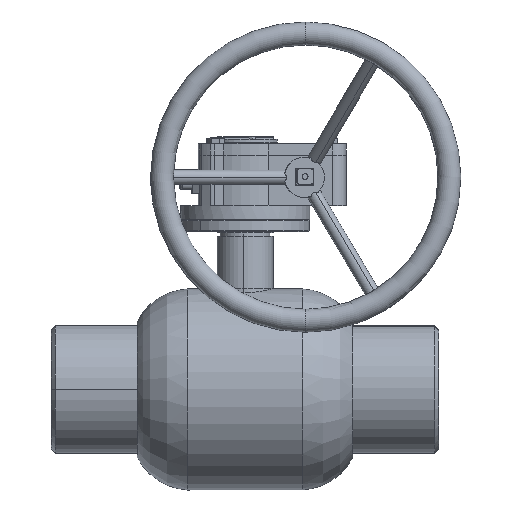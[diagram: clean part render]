
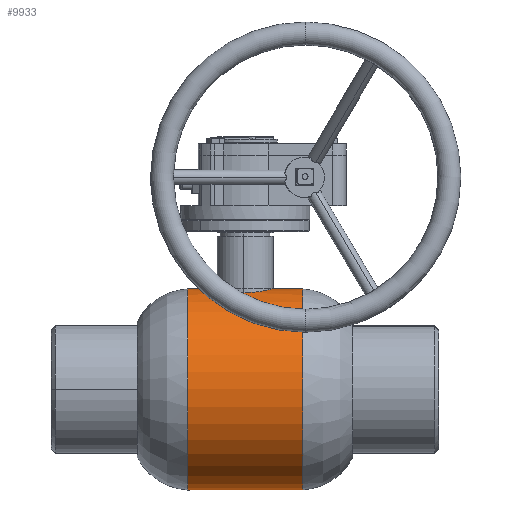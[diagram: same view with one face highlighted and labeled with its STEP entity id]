
A CAD part, top view. The second image highlights one B-rep face of the part: STEP entity #9933.
In plain terms, the highlighted cylindrical face has radius 70 mm (diameter 140 mm), a partial arc.
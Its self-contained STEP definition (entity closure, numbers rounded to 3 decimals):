
#79 = DIRECTION ( 'NONE',  ( -1., 0., 0. ) ) ;
#85 = CARTESIAN_POINT ( 'NONE',  ( -40., -70., 0. ) ) ;
#478 = CARTESIAN_POINT ( 'NONE',  ( -16.448, 69.35, 9.532 ) ) ;
#486 = ORIENTED_EDGE ( 'NONE', *, *, #19798, .F. ) ;
#797 = VERTEX_POINT ( 'NONE', #21273 ) ;
#836 = CARTESIAN_POINT ( 'NONE',  ( -13.867, 68.783, 13.004 ) ) ;
#856 = ORIENTED_EDGE ( 'NONE', *, *, #20213, .F. ) ;
#1011 = DIRECTION ( 'NONE',  ( -1., 0., 0. ) ) ;
#1297 = CARTESIAN_POINT ( 'NONE',  ( 19., 70., 0.626 ) ) ;
#1967 = VERTEX_POINT ( 'NONE', #15433 ) ;
#2337 = CARTESIAN_POINT ( 'NONE',  ( -18.845, 69.958, 2.503 ) ) ;
#2453 = CARTESIAN_POINT ( 'NONE',  ( -18.385, 69.835, 4.952 ) ) ;
#2570 = CARTESIAN_POINT ( 'NONE',  ( -17.305, 69.559, 7.87 ) ) ;
#2635 = DIRECTION ( 'NONE',  ( 0., -1., 0. ) ) ;
#2806 = CARTESIAN_POINT ( 'NONE',  ( -18.024, 69.74, 6.139 ) ) ;
#2813 = CARTESIAN_POINT ( 'NONE',  ( 9.521, 68.039, 16.454 ) ) ;
#2896 = VECTOR ( 'NONE', #4573, 1000. ) ;
#3140 = CARTESIAN_POINT ( 'NONE',  ( 15.079, 69.038, 11.577 ) ) ;
#3908 = VERTEX_POINT ( 'NONE', #18884 ) ;
#4058 = CARTESIAN_POINT ( 'NONE',  ( 0., 70., 0. ) ) ;
#4183 = CARTESIAN_POINT ( 'NONE',  ( -16.129, 69.275, 10.061 ) ) ;
#4303 = CARTESIAN_POINT ( 'NONE',  ( -4.953, 67.543, 18.385 ) ) ;
#4420 = CARTESIAN_POINT ( 'NONE',  ( 0., 67.372, 19. ) ) ;
#4541 = CARTESIAN_POINT ( 'NONE',  ( 6.142, 67.642, 18.022 ) ) ;
#4573 = DIRECTION ( 'NONE',  ( -1., 0., 0. ) ) ;
#4607 = ORIENTED_EDGE ( 'NONE', *, *, #13828, .T. ) ;
#4651 = CARTESIAN_POINT ( 'NONE',  ( 8.42, 67.894, 17.044 ) ) ;
#4704 = DIRECTION ( 'NONE',  ( 0., -1., 0. ) ) ;
#4878 = CARTESIAN_POINT ( 'NONE',  ( 18.509, 69.868, 4.336 ) ) ;
#5835 = VERTEX_POINT ( 'NONE', #22460 ) ;
#5925 = CARTESIAN_POINT ( 'NONE',  ( -14.287, 68.869, 12.54 ) ) ;
#6031 = CARTESIAN_POINT ( 'NONE',  ( -18.752, 69.933, 3.121 ) ) ;
#6069 = VECTOR ( 'NONE', #79, 1000. ) ;
#6132 = CIRCLE ( 'NONE', #21709, 70. ) ;
#6378 = CARTESIAN_POINT ( 'NONE',  ( 14.29, 68.87, 12.537 ) ) ;
#6415 = CARTESIAN_POINT ( 'NONE',  ( 0., 70., 0. ) ) ;
#6496 = CARTESIAN_POINT ( 'NONE',  ( 17.996, 69.734, 6.127 ) ) ;
#6534 = LINE ( 'NONE', #6415, #2896 ) ;
#6725 = CARTESIAN_POINT ( 'NONE',  ( 17.784, 69.68, 6.716 ) ) ;
#7777 = CARTESIAN_POINT ( 'NONE',  ( -15.074, 69.037, 11.583 ) ) ;
#7890 = ORIENTED_EDGE ( 'NONE', *, *, #12912, .T. ) ;
#8012 = CARTESIAN_POINT ( 'NONE',  ( -7.856, 67.826, 17.311 ) ) ;
#8129 = CARTESIAN_POINT ( 'NONE',  ( 0.622, 67.372, 19. ) ) ;
#8243 = VERTEX_POINT ( 'NONE', #8701 ) ;
#8244 = CARTESIAN_POINT ( 'NONE',  ( 1.243, 67.381, 18.97 ) ) ;
#8303 = FACE_OUTER_BOUND ( 'NONE', #22268, .T. ) ;
#8596 = CARTESIAN_POINT ( 'NONE',  ( 2.483, 67.415, 18.847 ) ) ;
#8701 = CARTESIAN_POINT ( 'NONE',  ( -19., 70., 0. ) ) ;
#9070 = ORIENTED_EDGE ( 'NONE', *, *, #9320, .F. ) ;
#9320 = EDGE_CURVE ( 'NONE', #5835, #1967, #13299, .T. ) ;
#9886 = CARTESIAN_POINT ( 'NONE',  ( -19., 70., 0.623 ) ) ;
#9895 = CARTESIAN_POINT ( 'NONE',  ( 16.476, 69.354, 9.542 ) ) ;
#9933 = ADVANCED_FACE ( 'NONE', ( #8303 ), #18537, .T. ) ;
#10068 = DIRECTION ( 'NONE',  ( -1., 0., 0. ) ) ;
#10114 = CARTESIAN_POINT ( 'NONE',  ( 15.447, 69.119, 11.08 ) ) ;
#10362 = ORIENTED_EDGE ( 'NONE', *, *, #18224, .F. ) ;
#11382 = CARTESIAN_POINT ( 'NONE',  ( -2.491, 67.415, 18.846 ) ) ;
#11504 = CARTESIAN_POINT ( 'NONE',  ( -15.442, 69.118, 11.087 ) ) ;
#11858 = CARTESIAN_POINT ( 'NONE',  ( 3.103, 67.441, 18.755 ) ) ;
#12010 = AXIS2_PLACEMENT_3D ( 'NONE', #19124, #22285, #16926 ) ;
#12474 = ORIENTED_EDGE ( 'NONE', *, *, #17323, .T. ) ;
#12890 = CARTESIAN_POINT ( 'NONE',  ( 40., -70., 0. ) ) ;
#12907 = CARTESIAN_POINT ( 'NONE',  ( -3.117, 67.441, 18.753 ) ) ;
#12912 = EDGE_CURVE ( 'NONE', #21117, #3908, #6132, .T. ) ;
#13133 = CARTESIAN_POINT ( 'NONE',  ( -1.244, 67.381, 18.97 ) ) ;
#13299 = B_SPLINE_CURVE_WITH_KNOTS ( 'NONE', 3,
 ( #18927, #8129, #8244, #8596, #11858, #13948, #4541, #22677, #4651, #2813, #15325, #22432, #15448, #13488, #6378, #3140, #10114, #9895, #20800, #6725, #6496, #17185, #4878, #18693, #18808, #15219, #1297, #22556 ),
 .UNSPECIFIED., .F., .F.,
 ( 4, 2, 2, 2, 2, 2, 2, 2, 2, 2, 2, 2, 2, 4 ),
 ( 0.06, 0.062, 0.063, 0.067, 0.069, 0.071, 0.075, 0.076, 0.078, 0.082, 0.084, 0.086, 0.088, 0.09 ),
 .UNSPECIFIED. ) ;
#13488 = CARTESIAN_POINT ( 'NONE',  ( 13.869, 68.783, 13.001 ) ) ;
#13828 = EDGE_CURVE ( 'NONE', #8243, #797, #16593, .T. ) ;
#13855 = CIRCLE ( 'NONE', #12010, 70. ) ;
#13948 = CARTESIAN_POINT ( 'NONE',  ( 4.954, 67.543, 18.386 ) ) ;
#14361 = LINE ( 'NONE', #17951, #6069 ) ;
#14637 = CARTESIAN_POINT ( 'NONE',  ( -6.138, 67.642, 18.024 ) ) ;
#14859 = DIRECTION ( 'NONE',  ( -1., 0., 0. ) ) ;
#14875 = CARTESIAN_POINT ( 'NONE',  ( -9.523, 68.04, 16.453 ) ) ;
#14986 = CARTESIAN_POINT ( 'NONE',  ( -0.622, 67.372, 19. ) ) ;
#15219 = CARTESIAN_POINT ( 'NONE',  ( 18.969, 69.991, 1.259 ) ) ;
#15325 = CARTESIAN_POINT ( 'NONE',  ( 10.058, 68.117, 16.132 ) ) ;
#15433 = CARTESIAN_POINT ( 'NONE',  ( 19., 70., 0. ) ) ;
#15448 = CARTESIAN_POINT ( 'NONE',  ( 12.554, 68.526, 14.315 ) ) ;
#16593 = LINE ( 'NONE', #4058, #22501 ) ;
#16926 = DIRECTION ( 'NONE',  ( 0., -1., 0. ) ) ;
#17185 = CARTESIAN_POINT ( 'NONE',  ( 18.358, 69.828, 4.938 ) ) ;
#17190 = AXIS2_PLACEMENT_3D ( 'NONE', #20388, #10068, #4704 ) ;
#17323 = EDGE_CURVE ( 'NONE', #3908, #1967, #6534, .T. ) ;
#17951 = CARTESIAN_POINT ( 'NONE',  ( 0., -70., 0. ) ) ;
#18224 = EDGE_CURVE ( 'NONE', #21117, #20399, #14361, .T. ) ;
#18465 = CARTESIAN_POINT ( 'NONE',  ( -18.969, 69.992, 1.248 ) ) ;
#18537 = CYLINDRICAL_SURFACE ( 'NONE', #17190, 70. ) ;
#18687 = CARTESIAN_POINT ( 'NONE',  ( -17.035, 69.492, 8.438 ) ) ;
#18693 = CARTESIAN_POINT ( 'NONE',  ( 18.752, 69.933, 3.119 ) ) ;
#18808 = CARTESIAN_POINT ( 'NONE',  ( 18.845, 69.958, 2.504 ) ) ;
#18884 = CARTESIAN_POINT ( 'NONE',  ( 40., 70., 0. ) ) ;
#18927 = CARTESIAN_POINT ( 'NONE',  ( 0., 67.372, 19. ) ) ;
#19124 = CARTESIAN_POINT ( 'NONE',  ( -40., 0., 0. ) ) ;
#19798 = EDGE_CURVE ( 'NONE', #8243, #5835, #21412, .T. ) ;
#19974 = CARTESIAN_POINT ( 'NONE',  ( -10.055, 68.116, 16.133 ) ) ;
#20094 = CARTESIAN_POINT ( 'NONE',  ( -19., 70., 0. ) ) ;
#20206 = CARTESIAN_POINT ( 'NONE',  ( -12.548, 68.525, 14.321 ) ) ;
#20213 = EDGE_CURVE ( 'NONE', #20399, #797, #13855, .T. ) ;
#20265 = CARTESIAN_POINT ( 'NONE',  ( 40., 0., 0. ) ) ;
#20316 = CARTESIAN_POINT ( 'NONE',  ( -11.595, 68.355, 15.102 ) ) ;
#20388 = CARTESIAN_POINT ( 'NONE',  ( 0., 0., 0. ) ) ;
#20399 = VERTEX_POINT ( 'NONE', #85 ) ;
#20800 = CARTESIAN_POINT ( 'NONE',  ( 17.062, 69.498, 8.453 ) ) ;
#21117 = VERTEX_POINT ( 'NONE', #12890 ) ;
#21273 = CARTESIAN_POINT ( 'NONE',  ( -40., 70., 0. ) ) ;
#21412 = B_SPLINE_CURVE_WITH_KNOTS ( 'NONE', 3,
 ( #20094, #9886, #18465, #2337, #6031, #2453, #2806, #2570, #18687, #478, #4183, #11504, #7777, #5925, #836, #20206, #20316, #19974, #14875, #21839, #8012, #14637, #4303, #12907, #11382, #13133, #14986, #4420 ),
 .UNSPECIFIED., .F., .F.,
 ( 4, 2, 2, 2, 2, 2, 2, 2, 2, 2, 2, 2, 2, 4 ),
 ( 0.03, 0.032, 0.034, 0.037, 0.039, 0.041, 0.043, 0.045, 0.048, 0.05, 0.052, 0.056, 0.058, 0.06 ),
 .UNSPECIFIED. ) ;
#21709 = AXIS2_PLACEMENT_3D ( 'NONE', #20265, #1011, #2635 ) ;
#21839 = CARTESIAN_POINT ( 'NONE',  ( -8.421, 67.894, 17.043 ) ) ;
#22268 = EDGE_LOOP ( 'NONE', ( #7890, #12474, #9070, #486, #4607, #856, #10362 ) ) ;
#22285 = DIRECTION ( 'NONE',  ( -1., 0., 0. ) ) ;
#22432 = CARTESIAN_POINT ( 'NONE',  ( 11.602, 68.356, 15.097 ) ) ;
#22460 = CARTESIAN_POINT ( 'NONE',  ( 0., 67.372, 19. ) ) ;
#22501 = VECTOR ( 'NONE', #14859, 1000. ) ;
#22556 = CARTESIAN_POINT ( 'NONE',  ( 19., 70., 0. ) ) ;
#22677 = CARTESIAN_POINT ( 'NONE',  ( 7.859, 67.827, 17.309 ) ) ;
